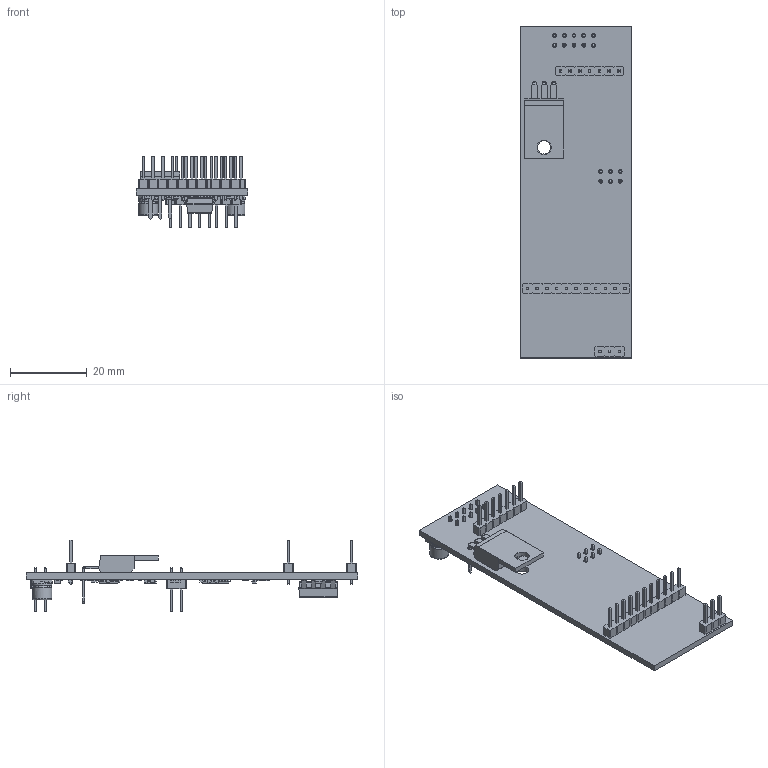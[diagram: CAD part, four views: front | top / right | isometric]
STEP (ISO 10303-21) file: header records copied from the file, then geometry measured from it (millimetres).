
FILE_DESCRIPTION(('KiCad electronic assembly'),'2;1');
FILE_NAME('circuit.step','2024-08-21T10:19:03',('Pcbnew'),('Kicad'), 'Open CASCADE STEP processor 7.8','KiCad to STEP converter','Unknown' );
FILE_SCHEMA(('AUTOMOTIVE_DESIGN { 1 0 10303 214 1 1 1 1 }'));
Length unit declared in the file: millimetre
Products named in the file (32): circuit 1; PinHeader_1x07_P2.54mm_Vertical; PinHeader_1x07_P254mm_Vertical; PinHeader_1x11_P2.54mm_Vertical; PinHeader_1x11_P254mm_Vertical; PinHeader_1x03_P2.54mm_Vertical; PinHeader_1x03_P254mm_Vertical; TO-220-3_Horizontal_TabUp; C_0603_1608Metric; R_0603_1608Metric; PinHeader_2x03_P2.54mm_Vertical; PinHeader_2x03_P254mm_Vertical; D_SOD-323; D_SOD_323; CP_Elec_5x5.4; CP_Elec_5x54; TQFP-32_7x7mm_P0.8mm; TQFP_32_7x7mm_P08mm; D_SOD-123F; D_SOD_123F; 6N137-X007T; ASSEMBLY; DAC8562TDGSR; DGS0010A_ASM; PinHeader_2x05_P2.54mm_Vertical; PinHeader_2x05_P254mm_Vertical; TSSOP-14_4.4x5mm_P0.65mm; TSSOP_14_44x5mm_P065mm; circuit_PCB
Assembly tree (72 placements, depth 3):
  circuit 1
    PinHeader_1x07_P2.54mm_Vertical
      PinHeader_1x07_P254mm_Vertical
    PinHeader_1x11_P2.54mm_Vertical
      PinHeader_1x11_P254mm_Vertical
    PinHeader_1x03_P2.54mm_Vertical
      PinHeader_1x03_P254mm_Vertical
    TO-220-3_Horizontal_TabUp
      TO-220-3_Horizontal_TabUp
    C_0603_1608Metric  x16
      C_0603_1608Metric
    R_0603_1608Metric  x24
      R_0603_1608Metric
    PinHeader_2x03_P2.54mm_Vertical
      PinHeader_2x03_P254mm_Vertical
    D_SOD-323  x2
      D_SOD_323
    CP_Elec_5x5.4  x2
      CP_Elec_5x54
    TQFP-32_7x7mm_P0.8mm
      TQFP_32_7x7mm_P08mm
    D_SOD-123F  x2
      D_SOD_123F
    6N137-X007T
      ASSEMBLY
    DAC8562TDGSR
      DGS0010A_ASM
    PinHeader_2x05_P2.54mm_Vertical
      PinHeader_2x05_P254mm_Vertical
    TSSOP-14_4.4x5mm_P0.65mm
      TSSOP_14_44x5mm_P065mm
    circuit_PCB
Bounding box: 29 x 86.6 x 18.78 mm (x, y, z)
Volume: 5775 mm3; surface area: 9123.4 mm2
Topology: 75 solids, 75 shells, 3417 faces, 8627 edges, 5474 vertices
Faces by surface type: plane 2477, cylinder 744, bspline 178, torus 8, sphere 8, revolution 2
Full cylindrical faces by diameter (mm): 0.5 x2, 0.838 x1, 1 x37, 1.1 x3, 3.5 x1, 3.735 x1, 5 x4
Entity records: 83765 total; most frequent: CARTESIAN_POINT 15792, ORIENTED_EDGE 11326, DIRECTION 10594, EDGE_CURVE 5663, LINE 4783, VECTOR 4783, VERTEX_POINT 3549, AXIS2_PLACEMENT_3D 2905
